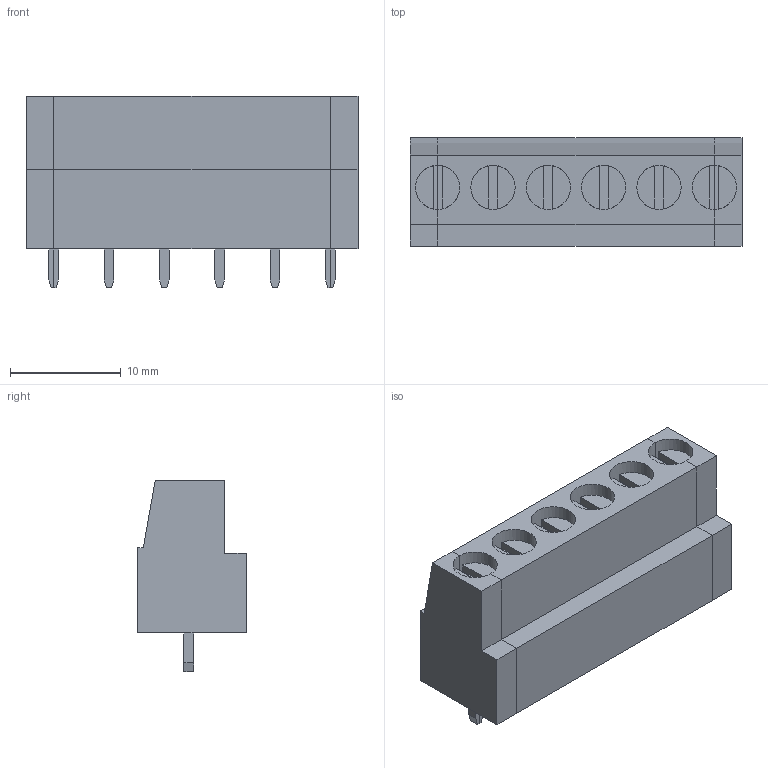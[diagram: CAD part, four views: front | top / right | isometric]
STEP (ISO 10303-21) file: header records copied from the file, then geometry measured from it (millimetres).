
FILE_DESCRIPTION(('FreeCAD Model'),'2;1');
FILE_NAME('Horizontal-2427-06.step' ,'2021-08-31T20:18:04',('Author'),(''), 'Open CASCADE STEP processor 7.3','FreeCAD','Unknown');
FILE_SCHEMA(('AUTOMOTIVE_DESIGN { 1 0 10303 214 1 1 1 1 }'));
Length unit declared in the file: millimetre
Products named in the file (4): Assem1; CLA5_SX_PRT.PRT; CLA5_DX_PRT.PRT; CLA5_CNT_PRT.PRT
Assembly tree (3 placements, depth 2):
  Assem1
    CLA5_SX_PRT.PRT
    CLA5_DX_PRT.PRT
    CLA5_CNT_PRT.PRT
Bounding box: 30 x 9.8 x 17.3 mm (x, y, z)
Volume: 3017.8 mm3; surface area: 2659.4 mm2
Topology: 3 solids, 3 shells, 250 faces, 660 edges, 432 vertices
Faces by surface type: plane 242, cylinder 8
Full cylindrical faces by diameter (mm): 4 x4
Entity records: 17987 total; most frequent: CARTESIAN_POINT 2718, DIRECTION 2516, LINE 1896, VECTOR 1896, ORIENTED_EDGE 1320, PCURVE 1320, DEFINITIONAL_REPRESENTATION 1320, EDGE_CURVE 660
